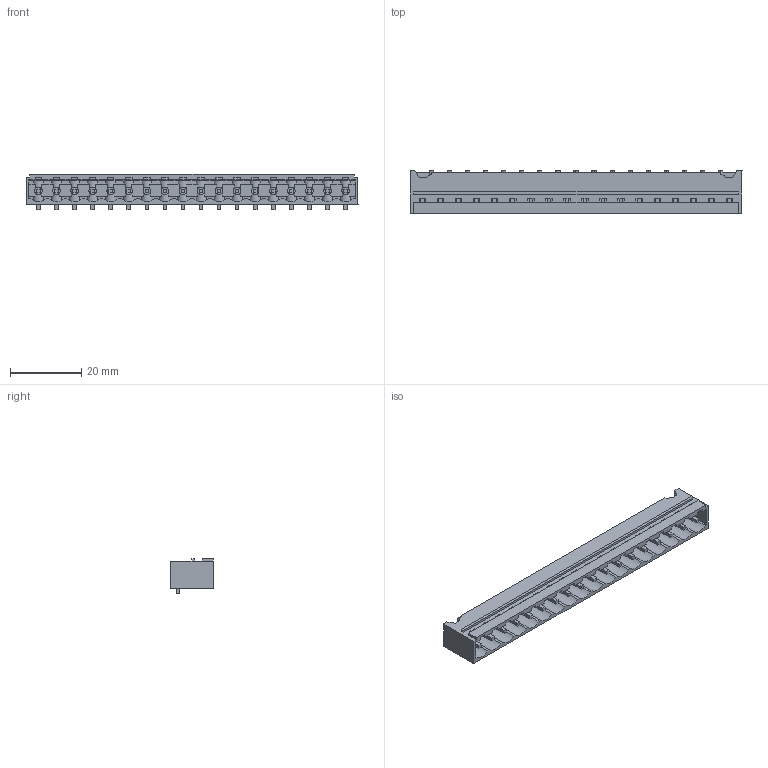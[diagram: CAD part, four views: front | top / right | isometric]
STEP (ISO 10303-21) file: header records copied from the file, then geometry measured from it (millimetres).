
FILE_DESCRIPTION(('CATIA V5 STEP Exchange','CAx-IF Rec.Pracs.--- Model Styling and Organization---1.4--- 2014-01-23'),'2;1');
FILE_NAME ('D1455868_2', '2022-05-20T08:22:06+00:00', ('none'), ('Weidmueller'), 'CATIA Version 5-6 Release 2016 SP3 HF44', 'CATIA V5 STEP AP214', 'none');
FILE_SCHEMA(('AUTOMOTIVE_DESIGN { 1 0 10303 214 1 1 1 1 }'));
Length unit declared in the file: millimetre
Products named in the file (1): 1775162001
Bounding box: 93.34 x 12 x 9.93 mm (x, y, z)
Volume: 3387.5 mm3; surface area: 7728.4 mm2
Topology: 19 solids, 19 shells, 1112 faces, 3383 edges, 2274 vertices
Faces by surface type: plane 901, cylinder 177, extrusion 34
Entity records: 36647 total; most frequent: CARTESIAN_POINT 8874, ORIENTED_EDGE 6766, DIRECTION 4198, EDGE_CURVE 3383, VECTOR 2415, LINE 2381, VERTEX_POINT 2274, EDGE_LOOP 1151
